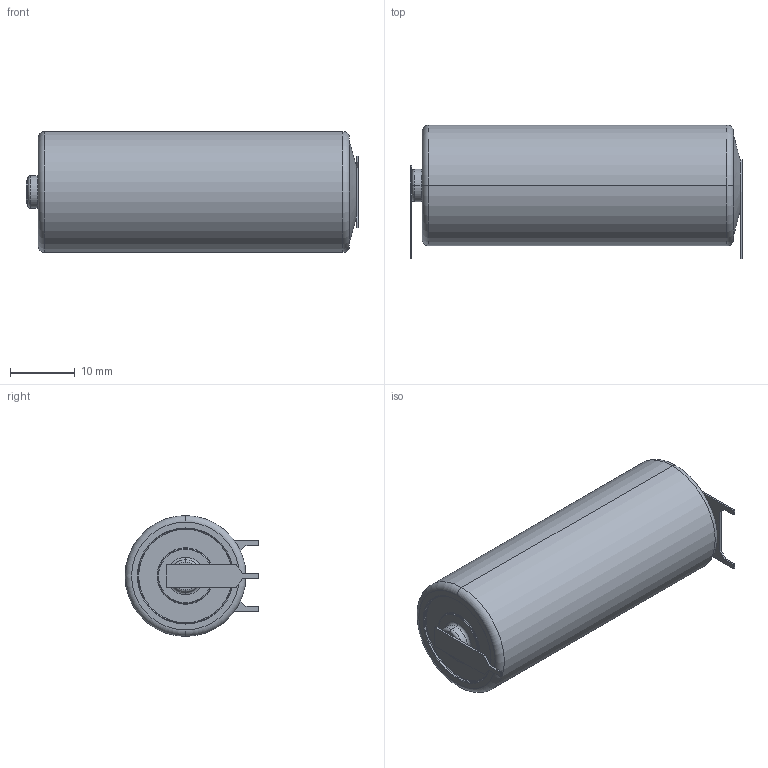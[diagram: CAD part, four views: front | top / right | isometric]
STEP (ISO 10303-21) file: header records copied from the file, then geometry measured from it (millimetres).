
FILE_DESCRIPTION (( 'STEP AP214' ), '1' );
FILE_NAME ('ER18505.STEP', '2014-09-08T13:10:32', ( 'Master' ), ( '' ), 'SwSTEP 2.0', 'SolidWorks 2013', '' );
FILE_SCHEMA (( 'AUTOMOTIVE_DESIGN' ));
Length unit declared in the file: millimetre
Products named in the file (1): ER18505
Bounding box: 51.1 x 20.6 x 18.6 mm (x, y, z)
Volume: 13118.2 mm3; surface area: 3584 mm2
Topology: 1 solids, 2 shells, 73 faces, 162 edges, 97 vertices
Faces by surface type: plane 37, torus 24, cylinder 10, cone 2
Entity records: 2804 total; most frequent: DIRECTION 391, CARTESIAN_POINT 333, ORIENTED_EDGE 324, EDGE_CURVE 162, AXIS2_PLACEMENT_3D 155, VERTEX_POINT 97, VECTOR 81, LINE 81
